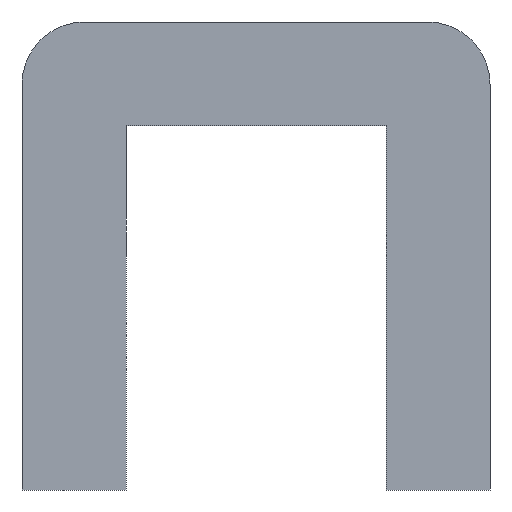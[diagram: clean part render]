
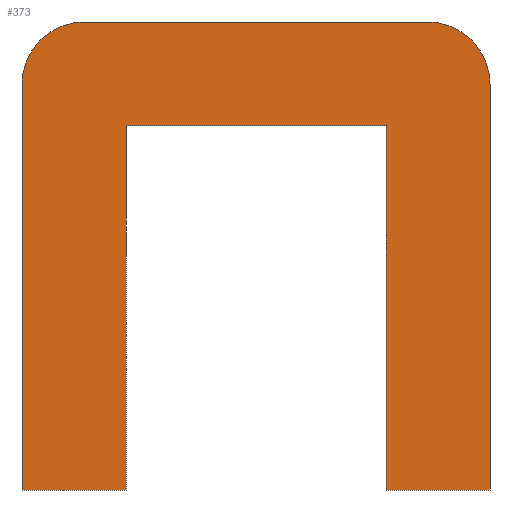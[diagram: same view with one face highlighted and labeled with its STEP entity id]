
A CAD part, front view. The second image highlights one B-rep face of the part: STEP entity #373.
In plain terms, the highlighted planar face has unit normal (0, -1, 0).
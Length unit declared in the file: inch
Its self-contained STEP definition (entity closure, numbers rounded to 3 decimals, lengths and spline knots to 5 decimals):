
#34=CARTESIAN_POINT('',(0.225,-3.155,0.195));
#35=VERTEX_POINT('',#34);
#42=CARTESIAN_POINT('',(0.225,-3.155,-0.195));
#43=VERTEX_POINT('',#42);
#44=CARTESIAN_POINT('',(0.225,-3.155,-0.195));
#45=DIRECTION('',(0.,0.,-1.));
#46=VECTOR('',#45,1.);
#47=LINE('',#44,#46);
#48=EDGE_CURVE('',#35,#43,#47,.T.);
#73=CARTESIAN_POINT('',(0.165,-3.155,0.255));
#74=VERTEX_POINT('',#73);
#81=CARTESIAN_POINT('',(0.165,-3.155,0.195));
#82=DIRECTION('',(0.,1.,0.));
#83=DIRECTION('',(-1.,0.,0.));
#84=AXIS2_PLACEMENT_3D('',#81,#82,#83);
#85=CIRCLE('',#84,0.06);
#86=EDGE_CURVE('',#74,#35,#85,.T.);
#105=CARTESIAN_POINT('',(-0.165,-3.155,0.255));
#106=VERTEX_POINT('',#105);
#113=CARTESIAN_POINT('',(0.165,-3.155,0.255));
#114=DIRECTION('',(1.,0.,0.));
#115=VECTOR('',#114,1.);
#116=LINE('',#113,#115);
#117=EDGE_CURVE('',#106,#74,#116,.T.);
#137=CARTESIAN_POINT('',(-0.225,-3.155,0.195));
#138=VERTEX_POINT('',#137);
#145=CARTESIAN_POINT('',(-0.165,-3.155,0.195));
#146=DIRECTION('',(0.,1.,0.));
#147=DIRECTION('',(-1.,0.,0.));
#148=AXIS2_PLACEMENT_3D('',#145,#146,#147);
#149=CIRCLE('',#148,0.06);
#150=EDGE_CURVE('',#138,#106,#149,.T.);
#169=CARTESIAN_POINT('',(-0.225,-3.155,-0.195));
#170=VERTEX_POINT('',#169);
#177=CARTESIAN_POINT('',(-0.225,-3.155,0.195));
#178=DIRECTION('',(0.,0.,1.));
#179=VECTOR('',#178,1.);
#180=LINE('',#177,#179);
#181=EDGE_CURVE('',#170,#138,#180,.T.);
#200=CARTESIAN_POINT('',(-0.125,-3.155,-0.195));
#201=VERTEX_POINT('',#200);
#208=CARTESIAN_POINT('',(-0.225,-3.155,-0.195));
#209=DIRECTION('',(-1.,0.,0.));
#210=VECTOR('',#209,1.);
#211=LINE('',#208,#210);
#212=EDGE_CURVE('',#201,#170,#211,.T.);
#231=CARTESIAN_POINT('',(-0.125,-3.155,0.155));
#232=VERTEX_POINT('',#231);
#239=CARTESIAN_POINT('',(-0.125,-3.155,0.155));
#240=DIRECTION('',(0.,0.,-1.));
#241=VECTOR('',#240,1.);
#242=LINE('',#239,#241);
#243=EDGE_CURVE('',#232,#201,#242,.T.);
#262=CARTESIAN_POINT('',(0.125,-3.155,0.155));
#263=VERTEX_POINT('',#262);
#270=CARTESIAN_POINT('',(0.125,-3.155,0.155));
#271=DIRECTION('',(-1.,0.,0.));
#272=VECTOR('',#271,1.);
#273=LINE('',#270,#272);
#274=EDGE_CURVE('',#263,#232,#273,.T.);
#293=CARTESIAN_POINT('',(0.125,-3.155,-0.195));
#294=VERTEX_POINT('',#293);
#301=CARTESIAN_POINT('',(0.125,-3.155,-0.195));
#302=DIRECTION('',(0.,0.,1.));
#303=VECTOR('',#302,1.);
#304=LINE('',#301,#303);
#305=EDGE_CURVE('',#294,#263,#304,.T.);
#323=CARTESIAN_POINT('',(0.125,-3.155,-0.195));
#324=DIRECTION('',(-1.,0.,0.));
#325=VECTOR('',#324,1.);
#326=LINE('',#323,#325);
#327=EDGE_CURVE('',#43,#294,#326,.T.);
#356=ORIENTED_EDGE('',*,*,#305,.F.);
#357=ORIENTED_EDGE('',*,*,#327,.F.);
#358=ORIENTED_EDGE('',*,*,#48,.F.);
#359=ORIENTED_EDGE('',*,*,#86,.F.);
#360=ORIENTED_EDGE('',*,*,#117,.F.);
#361=ORIENTED_EDGE('',*,*,#150,.F.);
#362=ORIENTED_EDGE('',*,*,#181,.F.);
#363=ORIENTED_EDGE('',*,*,#212,.F.);
#364=ORIENTED_EDGE('',*,*,#243,.F.);
#365=ORIENTED_EDGE('',*,*,#274,.F.);
#366=EDGE_LOOP('',(#356,#357,#358,#359,#360,#361,#362,#363,#364,#365));
#367=FACE_OUTER_BOUND('',#366,.T.);
#368=CARTESIAN_POINT('',(0.15623,-3.155,-0.195));
#369=DIRECTION('',(0.,1.,0.));
#370=DIRECTION('',(-1.,0.,0.));
#371=AXIS2_PLACEMENT_3D('',#368,#369,#370);
#372=PLANE('',#371);
#373=ADVANCED_FACE('',(#367),#372,.F.);
